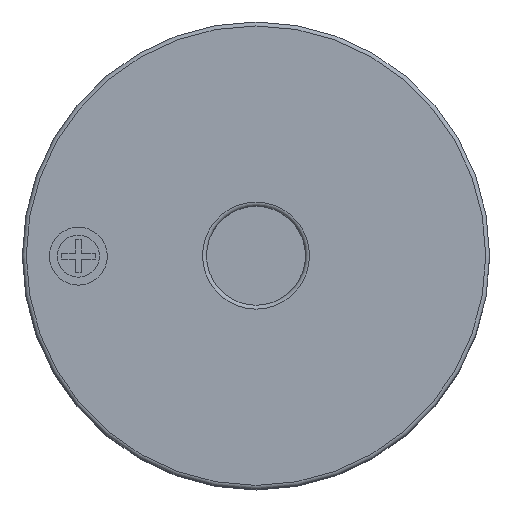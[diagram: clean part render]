
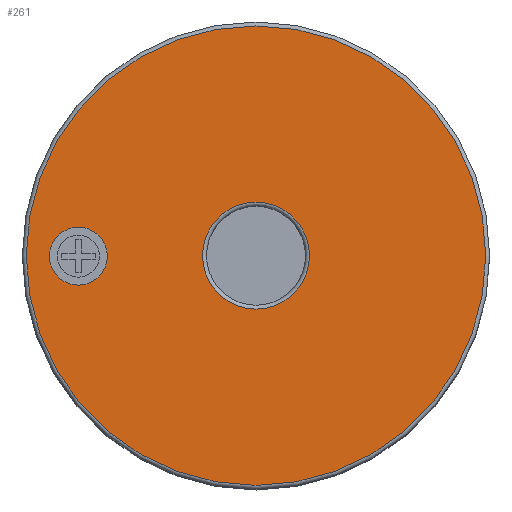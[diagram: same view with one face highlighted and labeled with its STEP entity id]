
A CAD part, top view. The second image highlights one B-rep face of the part: STEP entity #261.
In plain terms, the highlighted planar face has unit normal (0, 0, 1).
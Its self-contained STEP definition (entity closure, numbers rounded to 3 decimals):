
#221 = VERTEX_POINT('',#222);
#222 = CARTESIAN_POINT('',(-3.754,-0.012,9.4));
#238 = EDGE_CURVE('',#221,#221,#239,.T.);
#239 = CIRCLE('',#240,0.731);
#240 = AXIS2_PLACEMENT_3D('',#241,#242,#243);
#241 = CARTESIAN_POINT('',(-4.485,-0.012,9.4));
#242 = DIRECTION('',(0.,0.,-1.));
#243 = DIRECTION('',(-1.,0.,0.));
#261 = ADVANCED_FACE('',(#262,#273,#284),#287,.T.);
#262 = FACE_BOUND('',#263,.T.);
#263 = EDGE_LOOP('',(#264));
#264 = ORIENTED_EDGE('',*,*,#265,.F.);
#265 = EDGE_CURVE('',#266,#266,#268,.T.);
#266 = VERTEX_POINT('',#267);
#267 = CARTESIAN_POINT('',(-5.8,0.,9.4));
#268 = CIRCLE('',#269,5.8);
#269 = AXIS2_PLACEMENT_3D('',#270,#271,#272);
#270 = CARTESIAN_POINT('',(0.,0.,9.4));
#271 = DIRECTION('',(0.,0.,-1.));
#272 = DIRECTION('',(1.,0.,0.));
#273 = FACE_BOUND('',#274,.T.);
#274 = EDGE_LOOP('',(#275));
#275 = ORIENTED_EDGE('',*,*,#276,.F.);
#276 = EDGE_CURVE('',#277,#277,#279,.T.);
#277 = VERTEX_POINT('',#278);
#278 = CARTESIAN_POINT('',(1.35,0.,9.4));
#279 = CIRCLE('',#280,1.35);
#280 = AXIS2_PLACEMENT_3D('',#281,#282,#283);
#281 = CARTESIAN_POINT('',(0.,0.,9.4));
#282 = DIRECTION('',(0.,0.,1.));
#283 = DIRECTION('',(-1.,0.,0.));
#284 = FACE_BOUND('',#285,.T.);
#285 = EDGE_LOOP('',(#286));
#286 = ORIENTED_EDGE('',*,*,#238,.T.);
#287 = PLANE('',#288);
#288 = AXIS2_PLACEMENT_3D('',#289,#290,#291);
#289 = CARTESIAN_POINT('',(0.,0.,9.4));
#290 = DIRECTION('',(0.,0.,1.));
#291 = DIRECTION('',(1.,0.,0.));
